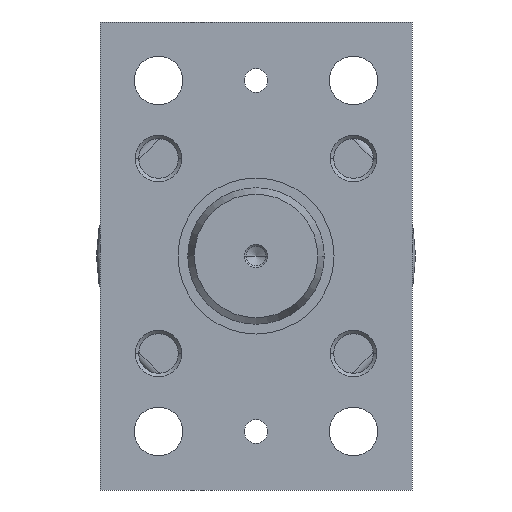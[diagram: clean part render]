
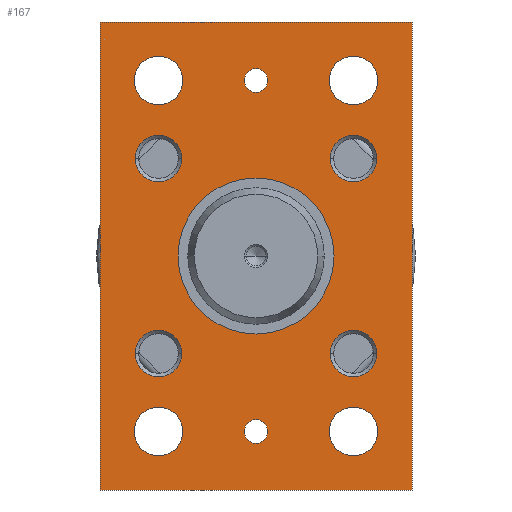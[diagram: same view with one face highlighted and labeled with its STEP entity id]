
A CAD part, left-side view. The second image highlights one B-rep face of the part: STEP entity #167.
In plain terms, the highlighted planar face has unit normal (-1, 0, 0).
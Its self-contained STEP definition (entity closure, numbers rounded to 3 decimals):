
#167=ADVANCED_FACE('',(#384,#385,#386,#387,#388,#389,#390,#391,#392,#393,#394,#395),#396,.F.);
#384=FACE_BOUND('',#650,.T.);
#385=FACE_BOUND('',#651,.T.);
#386=FACE_BOUND('',#652,.T.);
#387=FACE_BOUND('',#653,.T.);
#388=FACE_BOUND('',#654,.T.);
#389=FACE_BOUND('',#655,.T.);
#390=FACE_BOUND('',#656,.T.);
#391=FACE_BOUND('',#657,.T.);
#392=FACE_BOUND('',#658,.T.);
#393=FACE_BOUND('',#659,.T.);
#394=FACE_BOUND('',#660,.T.);
#395=FACE_OUTER_BOUND('',#661,.T.);
#396=PLANE('',#662);
#650=EDGE_LOOP('',(#1088,#1089));
#651=EDGE_LOOP('',(#1090,#1091));
#652=EDGE_LOOP('',(#1092,#1093));
#653=EDGE_LOOP('',(#1094,#1095));
#654=EDGE_LOOP('',(#1096,#1097));
#655=EDGE_LOOP('',(#1098,#1099));
#656=EDGE_LOOP('',(#1100,#1101));
#657=EDGE_LOOP('',(#1102,#1103));
#658=EDGE_LOOP('',(#1104,#1105));
#659=EDGE_LOOP('',(#1106,#1107));
#660=EDGE_LOOP('',(#1108,#1109));
#661=EDGE_LOOP('',(#1110,#1111,#1112,#1113));
#662=AXIS2_PLACEMENT_3D('',#1114,#1115,#1116);
#1088=ORIENTED_EDGE('',*,*,#1565,.T.);
#1089=ORIENTED_EDGE('',*,*,#1628,.T.);
#1090=ORIENTED_EDGE('',*,*,#1621,.T.);
#1091=ORIENTED_EDGE('',*,*,#1629,.T.);
#1092=ORIENTED_EDGE('',*,*,#1494,.T.);
#1093=ORIENTED_EDGE('',*,*,#1630,.T.);
#1094=ORIENTED_EDGE('',*,*,#1631,.T.);
#1095=ORIENTED_EDGE('',*,*,#1524,.T.);
#1096=ORIENTED_EDGE('',*,*,#1571,.T.);
#1097=ORIENTED_EDGE('',*,*,#1617,.T.);
#1098=ORIENTED_EDGE('',*,*,#1632,.T.);
#1099=ORIENTED_EDGE('',*,*,#1633,.T.);
#1100=ORIENTED_EDGE('',*,*,#1614,.T.);
#1101=ORIENTED_EDGE('',*,*,#1634,.T.);
#1102=ORIENTED_EDGE('',*,*,#1635,.T.);
#1103=ORIENTED_EDGE('',*,*,#1578,.T.);
#1104=ORIENTED_EDGE('',*,*,#1636,.T.);
#1105=ORIENTED_EDGE('',*,*,#1637,.T.);
#1106=ORIENTED_EDGE('',*,*,#1487,.T.);
#1107=ORIENTED_EDGE('',*,*,#1638,.T.);
#1108=ORIENTED_EDGE('',*,*,#1567,.T.);
#1109=ORIENTED_EDGE('',*,*,#1471,.T.);
#1110=ORIENTED_EDGE('',*,*,#1639,.T.);
#1111=ORIENTED_EDGE('',*,*,#1640,.T.);
#1112=ORIENTED_EDGE('',*,*,#1641,.T.);
#1113=ORIENTED_EDGE('',*,*,#1642,.T.);
#1114=CARTESIAN_POINT('',(-15.0,0.0,0.0));
#1115=DIRECTION('',(1.0,0.0,0.));
#1116=DIRECTION('',(0.,0.0,-1.0));
#1471=EDGE_CURVE('',#1727,#1731,#1733,.T.);
#1487=EDGE_CURVE('',#1759,#1757,#1760,.T.);
#1494=EDGE_CURVE('',#1766,#1770,#1772,.T.);
#1524=EDGE_CURVE('',#1821,#1819,#1822,.T.);
#1565=EDGE_CURVE('',#1881,#1885,#1887,.T.);
#1567=EDGE_CURVE('',#1731,#1727,#1889,.T.);
#1571=EDGE_CURVE('',#1895,#1893,#1896,.T.);
#1578=EDGE_CURVE('',#1902,#1906,#1908,.T.);
#1614=EDGE_CURVE('',#1969,#1967,#1970,.T.);
#1617=EDGE_CURVE('',#1893,#1895,#1973,.T.);
#1621=EDGE_CURVE('',#1975,#1977,#1979,.T.);
#1628=EDGE_CURVE('',#1885,#1881,#1988,.T.);
#1629=EDGE_CURVE('',#1977,#1975,#1989,.T.);
#1630=EDGE_CURVE('',#1770,#1766,#1990,.T.);
#1631=EDGE_CURVE('',#1819,#1821,#1991,.T.);
#1632=EDGE_CURVE('',#1992,#1993,#1994,.T.);
#1633=EDGE_CURVE('',#1993,#1992,#1995,.T.);
#1634=EDGE_CURVE('',#1967,#1969,#1996,.T.);
#1635=EDGE_CURVE('',#1906,#1902,#1997,.T.);
#1636=EDGE_CURVE('',#1998,#1999,#2000,.T.);
#1637=EDGE_CURVE('',#1999,#1998,#2001,.T.);
#1638=EDGE_CURVE('',#1757,#1759,#2002,.T.);
#1639=EDGE_CURVE('',#2003,#2004,#2005,.T.);
#1640=EDGE_CURVE('',#2004,#2006,#2007,.T.);
#1641=EDGE_CURVE('',#2006,#2008,#2009,.T.);
#1642=EDGE_CURVE('',#2008,#2003,#2010,.T.);
#1727=VERTEX_POINT('',#2099);
#1731=VERTEX_POINT('',#2104);
#1733=CIRCLE('',#2107,20.0);
#1757=VERTEX_POINT('',#2135);
#1759=VERTEX_POINT('',#2138);
#1760=CIRCLE('',#2139,6.25);
#1766=VERTEX_POINT('',#2146);
#1770=VERTEX_POINT('',#2151);
#1772=CIRCLE('',#2154,6.0);
#1819=VERTEX_POINT('',#2209);
#1821=VERTEX_POINT('',#2212);
#1822=CIRCLE('',#2213,6.0);
#1881=VERTEX_POINT('',#2279);
#1885=VERTEX_POINT('',#2284);
#1887=CIRCLE('',#2287,6.0);
#1889=CIRCLE('',#2289,20.0);
#1893=VERTEX_POINT('',#2293);
#1895=VERTEX_POINT('',#2296);
#1896=CIRCLE('',#2297,3.0);
#1902=VERTEX_POINT('',#2304);
#1906=VERTEX_POINT('',#2309);
#1908=CIRCLE('',#2312,6.25);
#1967=VERTEX_POINT('',#2379);
#1969=VERTEX_POINT('',#2382);
#1970=CIRCLE('',#2383,6.25);
#1973=CIRCLE('',#2387,3.0);
#1975=VERTEX_POINT('',#2389);
#1977=VERTEX_POINT('',#2392);
#1979=CIRCLE('',#2395,6.0);
#1988=CIRCLE('',#2406,6.0);
#1989=CIRCLE('',#2407,6.0);
#1990=CIRCLE('',#2408,6.0);
#1991=CIRCLE('',#2409,6.0);
#1992=VERTEX_POINT('',#2410);
#1993=VERTEX_POINT('',#2411);
#1994=CIRCLE('',#2412,3.0);
#1995=CIRCLE('',#2413,3.0);
#1996=CIRCLE('',#2414,6.25);
#1997=CIRCLE('',#2415,6.25);
#1998=VERTEX_POINT('',#2416);
#1999=VERTEX_POINT('',#2417);
#2000=CIRCLE('',#2418,6.25);
#2001=CIRCLE('',#2419,6.25);
#2002=CIRCLE('',#2420,6.25);
#2003=VERTEX_POINT('',#2421);
#2004=VERTEX_POINT('',#2422);
#2005=LINE('',#2423,#2424);
#2006=VERTEX_POINT('',#2425);
#2007=LINE('',#2426,#2427);
#2008=VERTEX_POINT('',#2428);
#2009=LINE('',#2429,#2430);
#2010=LINE('',#2431,#2432);
#2099=CARTESIAN_POINT('',(-15.0,0.,-20.0));
#2104=CARTESIAN_POINT('',(-15.0,0.,20.0));
#2107=AXIS2_PLACEMENT_3D('',#2546,#2547,#2548);
#2135=CARTESIAN_POINT('',(-15.0,-25.0,38.75));
#2138=CARTESIAN_POINT('',(-15.0,-25.0,51.25));
#2139=AXIS2_PLACEMENT_3D('',#2572,#2573,#2574);
#2146=CARTESIAN_POINT('',(-15.0,31.0,25.0));
#2151=CARTESIAN_POINT('',(-15.0,19.0,25.0));
#2154=AXIS2_PLACEMENT_3D('',#2584,#2585,#2586);
#2209=CARTESIAN_POINT('',(-15.0,-19.0,25.0));
#2212=CARTESIAN_POINT('',(-15.0,-31.0,25.0));
#2213=AXIS2_PLACEMENT_3D('',#2635,#2636,#2637);
#2279=CARTESIAN_POINT('',(-15.0,31.0,-25.0));
#2284=CARTESIAN_POINT('',(-15.0,19.0,-25.0));
#2287=AXIS2_PLACEMENT_3D('',#2713,#2714,#2715);
#2289=AXIS2_PLACEMENT_3D('',#2716,#2717,#2718);
#2293=CARTESIAN_POINT('',(-15.0,0.,-48.0));
#2296=CARTESIAN_POINT('',(-15.0,0.,-42.0));
#2297=AXIS2_PLACEMENT_3D('',#2723,#2724,#2725);
#2304=CARTESIAN_POINT('',(-15.0,-25.0,-51.25));
#2309=CARTESIAN_POINT('',(-15.0,-25.0,-38.75));
#2312=AXIS2_PLACEMENT_3D('',#2735,#2736,#2737);
#2379=CARTESIAN_POINT('',(-15.0,25.0,-51.25));
#2382=CARTESIAN_POINT('',(-15.0,25.0,-38.75));
#2383=AXIS2_PLACEMENT_3D('',#2810,#2811,#2812);
#2387=AXIS2_PLACEMENT_3D('',#2814,#2815,#2816);
#2389=CARTESIAN_POINT('',(-15.0,-19.0,-25.0));
#2392=CARTESIAN_POINT('',(-15.0,-31.0,-25.0));
#2395=AXIS2_PLACEMENT_3D('',#2819,#2820,#2821);
#2406=AXIS2_PLACEMENT_3D('',#2830,#2831,#2832);
#2407=AXIS2_PLACEMENT_3D('',#2833,#2834,#2835);
#2408=AXIS2_PLACEMENT_3D('',#2836,#2837,#2838);
#2409=AXIS2_PLACEMENT_3D('',#2839,#2840,#2841);
#2410=CARTESIAN_POINT('',(-15.0,0.,48.0));
#2411=CARTESIAN_POINT('',(-15.0,0.,42.0));
#2412=AXIS2_PLACEMENT_3D('',#2842,#2843,#2844);
#2413=AXIS2_PLACEMENT_3D('',#2845,#2846,#2847);
#2414=AXIS2_PLACEMENT_3D('',#2848,#2849,#2850);
#2415=AXIS2_PLACEMENT_3D('',#2851,#2852,#2853);
#2416=CARTESIAN_POINT('',(-15.0,25.0,51.25));
#2417=CARTESIAN_POINT('',(-15.0,25.0,38.75));
#2418=AXIS2_PLACEMENT_3D('',#2854,#2855,#2856);
#2419=AXIS2_PLACEMENT_3D('',#2857,#2858,#2859);
#2420=AXIS2_PLACEMENT_3D('',#2860,#2861,#2862);
#2421=CARTESIAN_POINT('',(-15.0,40.0,-60.0));
#2422=CARTESIAN_POINT('',(-15.0,-40.0,-60.0));
#2423=CARTESIAN_POINT('',(-15.0,0.0,-60.0));
#2424=VECTOR('',#2863,1.0);
#2425=CARTESIAN_POINT('',(-15.0,-40.0,60.0));
#2426=CARTESIAN_POINT('',(-15.0,-40.0,0.0));
#2427=VECTOR('',#2864,1.0);
#2428=CARTESIAN_POINT('',(-15.0,40.0,60.0));
#2429=CARTESIAN_POINT('',(-15.0,0.0,60.0));
#2430=VECTOR('',#2865,1.0);
#2431=CARTESIAN_POINT('',(-15.0,40.0,0.0));
#2432=VECTOR('',#2866,1.0);
#2546=CARTESIAN_POINT('',(-15.0,0.0,0.0));
#2547=DIRECTION('',(1.0,0.0,0.));
#2548=DIRECTION('',(0.,0.0,-1.0));
#2572=CARTESIAN_POINT('',(-15.0,-25.0,45.0));
#2573=DIRECTION('',(1.0,0.0,0.));
#2574=DIRECTION('',(0.,0.0,-1.0));
#2584=CARTESIAN_POINT('',(-15.0,25.0,25.0));
#2585=DIRECTION('',(1.0,-0.0,0.));
#2586=DIRECTION('',(0.0,1.0,0.0));
#2635=CARTESIAN_POINT('',(-15.0,-25.0,25.0));
#2636=DIRECTION('',(1.0,-0.0,0.));
#2637=DIRECTION('',(0.0,1.0,0.0));
#2713=CARTESIAN_POINT('',(-15.0,25.0,-25.0));
#2714=DIRECTION('',(1.0,-0.0,0.));
#2715=DIRECTION('',(0.0,1.0,0.0));
#2716=CARTESIAN_POINT('',(-15.0,0.0,0.0));
#2717=DIRECTION('',(1.0,0.0,0.));
#2718=DIRECTION('',(0.,0.0,-1.0));
#2723=CARTESIAN_POINT('',(-15.0,0.0,-45.0));
#2724=DIRECTION('',(1.0,0.0,0.));
#2725=DIRECTION('',(0.,0.0,-1.0));
#2735=CARTESIAN_POINT('',(-15.0,-25.0,-45.0));
#2736=DIRECTION('',(1.0,0.0,0.));
#2737=DIRECTION('',(0.,0.0,-1.0));
#2810=CARTESIAN_POINT('',(-15.0,25.0,-45.0));
#2811=DIRECTION('',(1.0,0.0,0.));
#2812=DIRECTION('',(0.,0.0,-1.0));
#2814=CARTESIAN_POINT('',(-15.0,0.0,-45.0));
#2815=DIRECTION('',(1.0,0.0,0.));
#2816=DIRECTION('',(0.,0.0,-1.0));
#2819=CARTESIAN_POINT('',(-15.0,-25.0,-25.0));
#2820=DIRECTION('',(1.0,-0.0,0.));
#2821=DIRECTION('',(0.0,1.0,0.0));
#2830=CARTESIAN_POINT('',(-15.0,25.0,-25.0));
#2831=DIRECTION('',(1.0,-0.0,0.));
#2832=DIRECTION('',(0.0,1.0,0.0));
#2833=CARTESIAN_POINT('',(-15.0,-25.0,-25.0));
#2834=DIRECTION('',(1.0,-0.0,0.));
#2835=DIRECTION('',(0.0,1.0,0.0));
#2836=CARTESIAN_POINT('',(-15.0,25.0,25.0));
#2837=DIRECTION('',(1.0,-0.0,0.));
#2838=DIRECTION('',(0.0,1.0,0.0));
#2839=CARTESIAN_POINT('',(-15.0,-25.0,25.0));
#2840=DIRECTION('',(1.0,-0.0,0.));
#2841=DIRECTION('',(0.0,1.0,0.0));
#2842=CARTESIAN_POINT('',(-15.0,0.0,45.0));
#2843=DIRECTION('',(1.0,0.0,0.));
#2844=DIRECTION('',(0.,0.0,-1.0));
#2845=CARTESIAN_POINT('',(-15.0,0.0,45.0));
#2846=DIRECTION('',(1.0,0.0,0.));
#2847=DIRECTION('',(0.,0.0,-1.0));
#2848=CARTESIAN_POINT('',(-15.0,25.0,-45.0));
#2849=DIRECTION('',(1.0,0.0,0.));
#2850=DIRECTION('',(0.,0.0,-1.0));
#2851=CARTESIAN_POINT('',(-15.0,-25.0,-45.0));
#2852=DIRECTION('',(1.0,0.0,0.));
#2853=DIRECTION('',(0.,0.0,-1.0));
#2854=CARTESIAN_POINT('',(-15.0,25.0,45.0));
#2855=DIRECTION('',(1.0,0.0,0.));
#2856=DIRECTION('',(0.,0.0,-1.0));
#2857=CARTESIAN_POINT('',(-15.0,25.0,45.0));
#2858=DIRECTION('',(1.0,0.0,0.));
#2859=DIRECTION('',(0.,0.0,-1.0));
#2860=CARTESIAN_POINT('',(-15.0,-25.0,45.0));
#2861=DIRECTION('',(1.0,0.0,0.));
#2862=DIRECTION('',(0.,0.0,-1.0));
#2863=DIRECTION('',(0.0,-1.0,0.0));
#2864=DIRECTION('',(0.,0.0,1.0));
#2865=DIRECTION('',(0.0,1.0,0.0));
#2866=DIRECTION('',(0.,0.0,-1.0));
